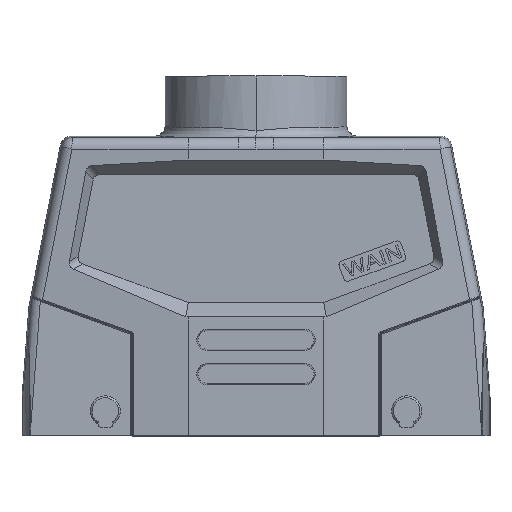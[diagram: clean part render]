
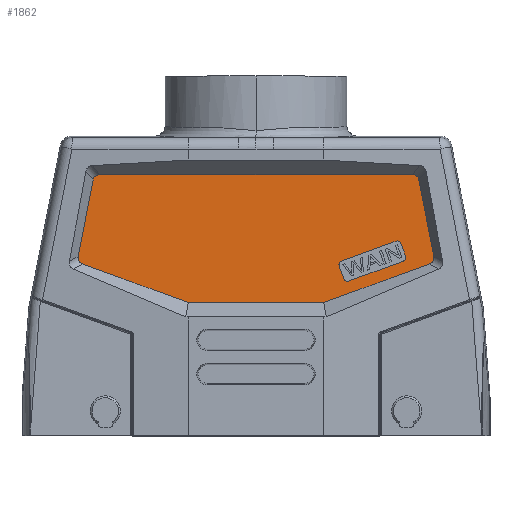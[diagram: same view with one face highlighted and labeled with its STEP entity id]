
A CAD part, top view. The second image highlights one B-rep face of the part: STEP entity #1862.
In plain terms, the highlighted planar face has unit normal (0, 0, 1).
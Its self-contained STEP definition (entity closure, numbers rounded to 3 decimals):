
#391=CIRCLE('',#17586,1.);
#393=CIRCLE('',#17590,1.);
#395=CIRCLE('',#17594,1.);
#398=CIRCLE('',#17599,1.);
#501=FACE_BOUND('',#3869,.T.);
#502=FACE_BOUND('',#3870,.T.);
#1056=PLANE('',#17672);
#1862=ADVANCED_FACE('',(#501,#502),#1056,.T.);
#3869=EDGE_LOOP('',(#11538,#11539,#11540,#11541,#11542,#11543,#11544,#11545));
#3870=EDGE_LOOP('',(#11546,#11547,#11548,#11549,#11550,#11551,#11552,#11553,
#11554,#11555));
#5496=LINE('',#28072,#7192);
#5502=LINE('',#28089,#7198);
#5504=LINE('',#28097,#7200);
#5509=LINE('',#28114,#7205);
#5541=LINE('',#28973,#7237);
#5565=LINE('',#29039,#7261);
#5568=LINE('',#29056,#7264);
#5574=LINE('',#29071,#7270);
#5576=LINE('',#29075,#7272);
#5577=LINE('',#29083,#7273);
#7192=VECTOR('',#21307,1.);
#7198=VECTOR('',#21321,1.);
#7200=VECTOR('',#21331,1.);
#7205=VECTOR('',#21352,1.);
#7237=VECTOR('',#21476,1.);
#7261=VECTOR('',#21540,1.);
#7264=VECTOR('',#21547,1.);
#7270=VECTOR('',#21557,1.);
#7272=VECTOR('',#21561,1.);
#7273=VECTOR('',#21562,1.);
#11538=ORIENTED_EDGE('',*,*,#15828,.F.);
#11539=ORIENTED_EDGE('',*,*,#15833,.F.);
#11540=ORIENTED_EDGE('',*,*,#15835,.F.);
#11541=ORIENTED_EDGE('',*,*,#15837,.F.);
#11542=ORIENTED_EDGE('',*,*,#15840,.F.);
#11543=ORIENTED_EDGE('',*,*,#15825,.F.);
#11544=ORIENTED_EDGE('',*,*,#15845,.F.);
#11545=ORIENTED_EDGE('',*,*,#15846,.F.);
#11546=ORIENTED_EDGE('',*,*,#15962,.F.);
#11547=ORIENTED_EDGE('',*,*,#15963,.F.);
#11548=ORIENTED_EDGE('',*,*,#15964,.F.);
#11549=ORIENTED_EDGE('',*,*,#15912,.T.);
#11550=ORIENTED_EDGE('',*,*,#15916,.F.);
#11551=ORIENTED_EDGE('',*,*,#15948,.T.);
#11552=ORIENTED_EDGE('',*,*,#15953,.F.);
#11553=ORIENTED_EDGE('',*,*,#15952,.T.);
#11554=ORIENTED_EDGE('',*,*,#15960,.F.);
#11555=ORIENTED_EDGE('',*,*,#15965,.F.);
#13569=VERTEX_POINT('',#28071);
#13570=VERTEX_POINT('',#28073);
#13571=VERTEX_POINT('',#28077);
#13573=VERTEX_POINT('',#28080);
#13576=VERTEX_POINT('',#28088);
#13577=VERTEX_POINT('',#28092);
#13579=VERTEX_POINT('',#28098);
#13582=VERTEX_POINT('',#28111);
#13627=VERTEX_POINT('',#28961);
#13628=VERTEX_POINT('',#28966);
#13630=VERTEX_POINT('',#28972);
#13652=VERTEX_POINT('',#29038);
#13653=VERTEX_POINT('',#29042);
#13656=VERTEX_POINT('',#29050);
#13660=VERTEX_POINT('',#29072);
#13661=VERTEX_POINT('',#29076);
#13662=VERTEX_POINT('',#29077);
#13663=VERTEX_POINT('',#29082);
#15825=EDGE_CURVE('',#13569,#13570,#5496,.T.);
#15828=EDGE_CURVE('',#13571,#13573,#391,.T.);
#15833=EDGE_CURVE('',#13576,#13571,#5502,.T.);
#15835=EDGE_CURVE('',#13577,#13576,#393,.T.);
#15837=EDGE_CURVE('',#13579,#13577,#5504,.T.);
#15840=EDGE_CURVE('',#13570,#13579,#395,.T.);
#15845=EDGE_CURVE('',#13582,#13569,#398,.T.);
#15846=EDGE_CURVE('',#13573,#13582,#5509,.T.);
#15912=EDGE_CURVE('',#13628,#13627,#16483,.T.);
#15916=EDGE_CURVE('',#13630,#13627,#5541,.T.);
#15948=EDGE_CURVE('',#13630,#13652,#5565,.T.);
#15952=EDGE_CURVE('',#13653,#13656,#16485,.T.);
#15953=EDGE_CURVE('',#13653,#13652,#5568,.T.);
#15960=EDGE_CURVE('',#13660,#13656,#5574,.T.);
#15962=EDGE_CURVE('',#13661,#13662,#5576,.T.);
#15963=EDGE_CURVE('',#13663,#13661,#16487,.T.);
#15964=EDGE_CURVE('',#13628,#13663,#5577,.T.);
#15965=EDGE_CURVE('',#13662,#13660,#16488,.T.);
#16483=B_SPLINE_CURVE_WITH_KNOTS('',3,(#28962,#28963,#28964,#28965),
 .UNSPECIFIED.,.F.,.F.,(4,4),(0.,1.),.UNSPECIFIED.);
#16485=B_SPLINE_CURVE_WITH_KNOTS('',3,(#29051,#29052,#29053,#29054),
 .UNSPECIFIED.,.F.,.F.,(4,4),(0.,1.),.UNSPECIFIED.);
#16487=B_SPLINE_CURVE_WITH_KNOTS('',3,(#29078,#29079,#29080,#29081),
 .UNSPECIFIED.,.F.,.F.,(4,4),(0.,1.),.UNSPECIFIED.);
#16488=B_SPLINE_CURVE_WITH_KNOTS('',3,(#29084,#29085,#29086,#29087),
 .UNSPECIFIED.,.F.,.F.,(4,4),(0.,1.),.UNSPECIFIED.);
#17586=AXIS2_PLACEMENT_3D('',#28079,#21312,#21313);
#17590=AXIS2_PLACEMENT_3D('',#28094,#21325,#21326);
#17594=AXIS2_PLACEMENT_3D('',#28103,#21336,#21337);
#17599=AXIS2_PLACEMENT_3D('',#28112,#21348,#21349);
#17672=AXIS2_PLACEMENT_3D('',#29088,#21563,#21564);
#21307=DIRECTION('',(0.342,-0.94,0.));
#21312=DIRECTION('',(0.,0.,1.));
#21313=DIRECTION('',(0.94,0.342,0.));
#21321=DIRECTION('',(-0.342,0.94,0.));
#21325=DIRECTION('',(0.,0.,1.));
#21326=DIRECTION('',(0.342,-0.94,0.));
#21331=DIRECTION('',(0.94,0.342,0.));
#21336=DIRECTION('',(0.,0.,1.));
#21337=DIRECTION('',(-0.94,-0.342,0.));
#21348=DIRECTION('',(0.,0.,1.));
#21349=DIRECTION('',(-0.342,0.94,0.));
#21352=DIRECTION('',(-0.94,-0.342,0.));
#21476=DIRECTION('',(-0.94,0.342,0.));
#21540=DIRECTION('',(1.,0.,0.));
#21547=DIRECTION('',(-0.94,-0.342,0.));
#21557=DIRECTION('',(0.191,-0.982,0.));
#21561=DIRECTION('',(1.,0.,0.));
#21562=DIRECTION('',(0.191,0.982,0.));
#21563=DIRECTION('',(0.,0.,1.));
#21564=DIRECTION('',(-1.,0.,0.));
#28071=CARTESIAN_POINT('',(21.506,33.87,22.));
#28072=CARTESIAN_POINT('',(21.506,33.87,22.));
#28073=CARTESIAN_POINT('',(22.703,30.581,22.));
#28077=CARTESIAN_POINT('',(37.481,39.684,22.));
#28079=CARTESIAN_POINT('',(36.541,39.342,22.));
#28080=CARTESIAN_POINT('',(36.199,40.282,22.));
#28088=CARTESIAN_POINT('',(38.678,36.395,22.));
#28089=CARTESIAN_POINT('',(38.678,36.395,22.));
#28092=CARTESIAN_POINT('',(38.08,35.114,22.));
#28094=CARTESIAN_POINT('',(37.738,36.053,22.));
#28097=CARTESIAN_POINT('',(23.985,29.983,22.));
#28098=CARTESIAN_POINT('',(23.985,29.983,22.));
#28103=CARTESIAN_POINT('',(23.643,30.923,22.));
#28111=CARTESIAN_POINT('',(22.104,35.152,22.));
#28112=CARTESIAN_POINT('',(22.446,34.212,22.));
#28114=CARTESIAN_POINT('',(36.199,40.282,22.));
#28961=CARTESIAN_POINT('',(-44.869,34.392,22.));
#28962=CARTESIAN_POINT('',(-45.977,36.35,22.));
#28963=CARTESIAN_POINT('',(-46.147,35.474,22.));
#28964=CARTESIAN_POINT('',(-45.709,34.698,22.));
#28965=CARTESIAN_POINT('',(-44.869,34.392,22.));
#28966=CARTESIAN_POINT('',(-45.977,36.35,22.));
#28972=CARTESIAN_POINT('',(-17.5,24.43,22.));
#28973=CARTESIAN_POINT('',(-17.5,24.43,22.));
#29038=CARTESIAN_POINT('',(17.5,24.43,22.));
#29039=CARTESIAN_POINT('',(-17.5,24.43,22.));
#29042=CARTESIAN_POINT('',(44.869,34.392,22.));
#29050=CARTESIAN_POINT('',(45.977,36.35,22.));
#29051=CARTESIAN_POINT('',(44.869,34.392,22.));
#29052=CARTESIAN_POINT('',(45.708,34.697,22.));
#29053=CARTESIAN_POINT('',(46.148,35.473,22.));
#29054=CARTESIAN_POINT('',(45.977,36.35,22.));
#29056=CARTESIAN_POINT('',(44.869,34.392,22.));
#29071=CARTESIAN_POINT('',(42.139,56.098,22.));
#29072=CARTESIAN_POINT('',(42.139,56.098,22.));
#29075=CARTESIAN_POINT('',(-40.438,57.5,22.));
#29076=CARTESIAN_POINT('',(-40.438,57.5,22.));
#29077=CARTESIAN_POINT('',(40.438,57.5,22.));
#29078=CARTESIAN_POINT('',(-42.139,56.098,22.));
#29079=CARTESIAN_POINT('',(-41.973,56.949,22.));
#29080=CARTESIAN_POINT('',(-41.304,57.5,22.));
#29081=CARTESIAN_POINT('',(-40.438,57.5,22.));
#29082=CARTESIAN_POINT('',(-42.139,56.098,22.));
#29083=CARTESIAN_POINT('',(-45.977,36.35,22.));
#29084=CARTESIAN_POINT('',(40.438,57.5,22.));
#29085=CARTESIAN_POINT('',(41.304,57.5,22.));
#29086=CARTESIAN_POINT('',(41.973,56.949,22.));
#29087=CARTESIAN_POINT('',(42.139,56.098,22.));
#29088=CARTESIAN_POINT('',(0.,40.965,22.));
